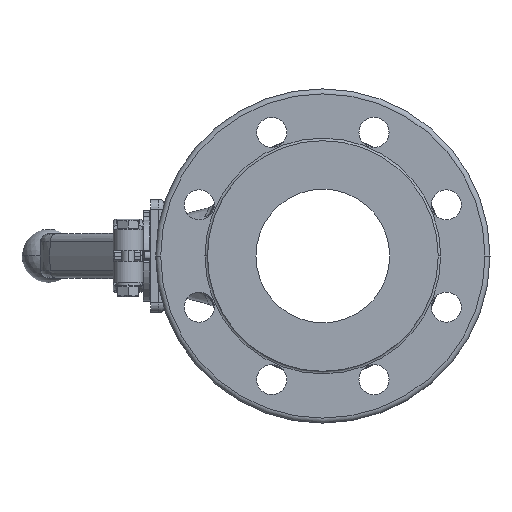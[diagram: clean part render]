
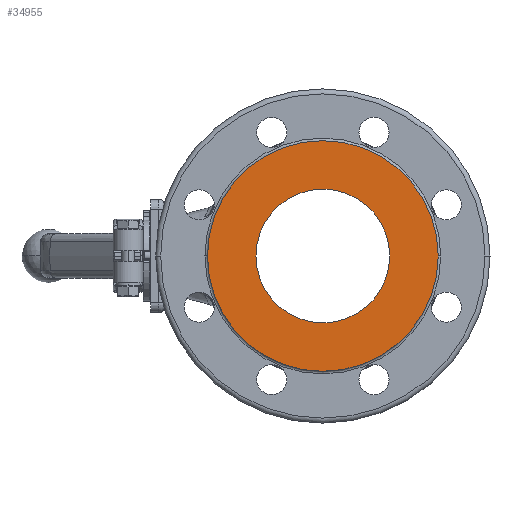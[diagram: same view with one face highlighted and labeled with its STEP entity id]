
A CAD part, left-side view. The second image highlights one B-rep face of the part: STEP entity #34955.
In plain terms, the highlighted planar face has unit normal (-1, 0, 0).
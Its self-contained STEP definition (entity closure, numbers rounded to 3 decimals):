
#660 = EDGE_CURVE ( 'NONE', #3140, #40613, #6487, .T. ) ;
#2450 = DIRECTION ( 'NONE',  ( 1., 0., 0. ) ) ;
#2499 = DIRECTION ( 'NONE',  ( 1., 0., 0. ) ) ;
#3140 = VERTEX_POINT ( 'NONE', #12973 ) ;
#5192 = EDGE_LOOP ( 'NONE', ( #41406, #26744 ) ) ;
#6467 = CARTESIAN_POINT ( 'NONE',  ( -66.5, -1.5, 69. ) ) ;
#6487 = CIRCLE ( 'NONE', #10582, 69. ) ;
#8176 = EDGE_CURVE ( 'NONE', #40613, #3140, #17456, .T. ) ;
#8425 = ORIENTED_EDGE ( 'NONE', *, *, #34479, .T. ) ;
#9336 = DIRECTION ( 'NONE',  ( 0., 0., 1. ) ) ;
#9690 = CIRCLE ( 'NONE', #19939, 40. ) ;
#10582 = AXIS2_PLACEMENT_3D ( 'NONE', #22612, #16627, #16410 ) ;
#11608 = EDGE_LOOP ( 'NONE', ( #14117, #8425 ) ) ;
#11944 = DIRECTION ( 'NONE',  ( 0., 1., 0. ) ) ;
#12973 = CARTESIAN_POINT ( 'NONE',  ( -66.5, -1.5, -69. ) ) ;
#14117 = ORIENTED_EDGE ( 'NONE', *, *, #15167, .T. ) ;
#15167 = EDGE_CURVE ( 'NONE', #25263, #34511, #37759, .T. ) ;
#15500 = FACE_BOUND ( 'NONE', #11608, .T. ) ;
#15521 = DIRECTION ( 'NONE',  ( 0., 1., 0. ) ) ;
#15895 = CARTESIAN_POINT ( 'NONE',  ( -66.5, -1.5, 0. ) ) ;
#16410 = DIRECTION ( 'NONE',  ( 0., 0., -1. ) ) ;
#16627 = DIRECTION ( 'NONE',  ( 1., 0., 0. ) ) ;
#17456 = CIRCLE ( 'NONE', #37251, 69. ) ;
#18543 = CARTESIAN_POINT ( 'NONE',  ( -66.5, -1.5, 0. ) ) ;
#19939 = AXIS2_PLACEMENT_3D ( 'NONE', #18543, #31799, #11944 ) ;
#22612 = CARTESIAN_POINT ( 'NONE',  ( -66.5, -1.5, 0. ) ) ;
#24770 = CARTESIAN_POINT ( 'NONE',  ( -66.5, -41.5, 0. ) ) ;
#25263 = VERTEX_POINT ( 'NONE', #24770 ) ;
#25322 = DIRECTION ( 'NONE',  ( -1., 0., 0. ) ) ;
#26744 = ORIENTED_EDGE ( 'NONE', *, *, #8176, .F. ) ;
#31750 = PLANE ( 'NONE',  #41095 ) ;
#31799 = DIRECTION ( 'NONE',  ( 1., 0., 0. ) ) ;
#34479 = EDGE_CURVE ( 'NONE', #34511, #25263, #9690, .T. ) ;
#34511 = VERTEX_POINT ( 'NONE', #38628 ) ;
#34955 = ADVANCED_FACE ( 'NONE', ( #15500, #41371 ), #31750, .T. ) ;
#35770 = DIRECTION ( 'NONE',  ( 0., 0., -1. ) ) ;
#37251 = AXIS2_PLACEMENT_3D ( 'NONE', #15895, #2450, #35770 ) ;
#37759 = CIRCLE ( 'NONE', #40517, 40. ) ;
#38578 = CARTESIAN_POINT ( 'NONE',  ( -66.5, -1.5, -34.5 ) ) ;
#38628 = CARTESIAN_POINT ( 'NONE',  ( -66.5, 38.5, 0. ) ) ;
#40517 = AXIS2_PLACEMENT_3D ( 'NONE', #40761, #2499, #15521 ) ;
#40613 = VERTEX_POINT ( 'NONE', #6467 ) ;
#40761 = CARTESIAN_POINT ( 'NONE',  ( -66.5, -1.5, 0. ) ) ;
#41095 = AXIS2_PLACEMENT_3D ( 'NONE', #38578, #25322, #9336 ) ;
#41371 = FACE_OUTER_BOUND ( 'NONE', #5192, .T. ) ;
#41406 = ORIENTED_EDGE ( 'NONE', *, *, #660, .F. ) ;
